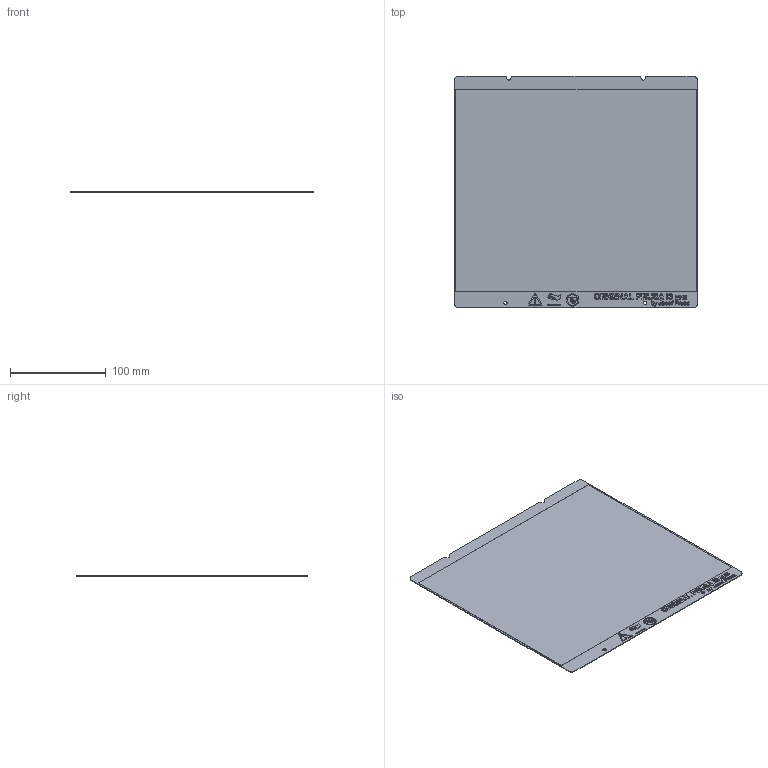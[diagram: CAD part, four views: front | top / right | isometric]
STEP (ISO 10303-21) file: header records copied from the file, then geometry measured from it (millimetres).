
FILE_DESCRIPTION(/* description */ (''),/* implementation_level */ '2;1');
FILE_NAME(/* name */ 'Prusa MK3 Textured PEI Sheet.step',/* time_stamp */ '2024-04-06T13:31:54+02:00',/* author */ (''),/* organization */ (''),/* preprocessor_version */ 'ST-DEVELOPER v20',/* originating_system */ 'Autodesk Translation Framework v12.20.1.177',/* authorisation */ '');
FILE_SCHEMA (('AUTOMOTIVE_DESIGN { 1 0 10303 214 3 1 1 }'));
Length unit declared in the file: millimetre
Products named in the file (2): (Unsaved); Prusa Textured PEI Sheet
Assembly tree (1 placements, depth 2):
  (Unsaved)
    Prusa Textured PEI Sheet
Bounding box: 254 x 241 x 0.71 mm (x, y, z)
Volume: 42805.2 mm3; surface area: 124408.4 mm2
Topology: 41 solids, 41 shells, 1445 faces, 4089 edges, 2726 vertices
Faces by surface type: plane 864, cylinder 562, bspline 19
Full cylindrical faces by diameter (mm): 1.2 x1, 13 x1
Entity records: 47145 total; most frequent: CARTESIAN_POINT 8510, ORIENTED_EDGE 8178, DIRECTION 8033, EDGE_CURVE 4089, LINE 2927, VECTOR 2927, VERTEX_POINT 2726, AXIS2_PLACEMENT_3D 2553
